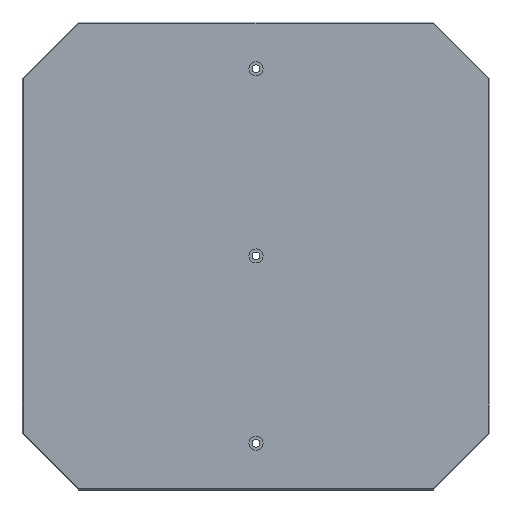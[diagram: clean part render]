
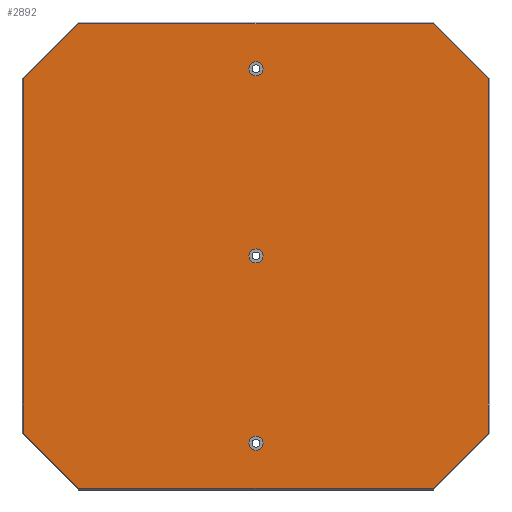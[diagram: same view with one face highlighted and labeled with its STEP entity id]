
A CAD part, top view. The second image highlights one B-rep face of the part: STEP entity #2892.
In plain terms, the highlighted planar face has unit normal (0, 0, 1).
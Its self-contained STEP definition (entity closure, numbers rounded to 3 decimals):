
#1264=EDGE_CURVE('',#3504,#1268,#3630,.T.);
#1268=VERTEX_POINT('',#3635);
#1600=VERTEX_POINT('',#4006);
#1616=VERTEX_POINT('',#4022);
#1632=EDGE_CURVE('',#1600,#3282,#4039,.T.);
#1784=VERTEX_POINT('',#4208);
#1832=EDGE_CURVE('',#3320,#2800,#4261,.T.);
#2024=VERTEX_POINT('',#4474);
#2152=VERTEX_POINT('',#4625);
#2158=VERTEX_POINT('',#4631);
#2230=EDGE_CURVE('',#2338,#1616,#4715,.T.);
#2338=VERTEX_POINT('',#4835);
#2358=EDGE_CURVE('',#1616,#2914,#4858,.T.);
#2500=EDGE_CURVE('',#2152,#2776,#5024,.T.);
#2678=EDGE_CURVE('',#1268,#2338,#5225,.T.);
#2776=VERTEX_POINT('',#5336);
#2800=VERTEX_POINT('',#5365);
#2892=ADVANCED_FACE('',(#5469,#5470,#5471,#5472),#5473,.F.);
#2914=VERTEX_POINT('',#5499);
#3046=EDGE_CURVE('',#3282,#1784,#5650,.T.);
#3048=EDGE_CURVE('',#1784,#3504,#5652,.T.);
#3050=EDGE_CURVE('',#2158,#2024,#5654,.T.);
#3194=EDGE_CURVE('',#2800,#3320,#5816,.T.);
#3276=EDGE_CURVE('',#2914,#1600,#5907,.T.);
#3282=VERTEX_POINT('',#5913);
#3320=VERTEX_POINT('',#5956);
#3372=EDGE_CURVE('',#2776,#2152,#6015,.T.);
#3504=VERTEX_POINT('',#6161);
#3516=EDGE_CURVE('',#2024,#2158,#6174,.T.);
#3630=LINE('',#6308,#6309);
#3635=CARTESIAN_POINT('',(-248.0,189.172,40.2));
#4006=CARTESIAN_POINT('',(248.0,-189.172,40.2));
#4022=CARTESIAN_POINT('',(189.172,248.0,40.2));
#4039=LINE('',#6848,#6849);
#4208=CARTESIAN_POINT('',(-189.172,-248.0,40.2));
#4261=CIRCLE('',#7146,7.5);
#4474=CARTESIAN_POINT('',(7.5,200.0,40.2));
#4625=CARTESIAN_POINT('',(7.5,-200.0,40.2));
#4631=CARTESIAN_POINT('',(-7.5,200.0,40.2));
#4715=LINE('',#7724,#7725);
#4835=CARTESIAN_POINT('',(-189.172,248.0,40.2));
#4858=LINE('',#7910,#7911);
#5024=CIRCLE('',#8123,7.5);
#5225=LINE('',#8380,#8381);
#5336=CARTESIAN_POINT('',(-7.5,-200.0,40.2));
#5365=CARTESIAN_POINT('',(7.5,0.,40.2));
#5469=FACE_BOUND('',#8691,.T.);
#5470=FACE_BOUND('',#8692,.T.);
#5471=FACE_BOUND('',#8693,.T.);
#5472=FACE_OUTER_BOUND('',#8694,.T.);
#5473=PLANE('',#8695);
#5499=CARTESIAN_POINT('',(248.0,189.172,40.2));
#5650=LINE('',#8918,#8919);
#5652=LINE('',#8922,#8923);
#5654=CIRCLE('',#8926,7.5);
#5816=CIRCLE('',#9136,7.5);
#5907=LINE('',#9253,#9254);
#5913=CARTESIAN_POINT('',(189.172,-248.0,40.2));
#5956=CARTESIAN_POINT('',(-7.5,0.,40.2));
#6015=CIRCLE('',#9395,7.5);
#6161=CARTESIAN_POINT('',(-248.0,-189.172,40.2));
#6174=CIRCLE('',#9597,7.5);
#6308=CARTESIAN_POINT('',(-248.0,-190.0,40.2));
#6309=VECTOR('',#9725,1.0);
#6848=CARTESIAN_POINT('',(248.586,-188.586,40.2));
#6849=VECTOR('',#10268,1.0);
#7146=AXIS2_PLACEMENT_3D('',#10552,#10553,#10554);
#7724=CARTESIAN_POINT('',(-190.0,248.0,40.2));
#7725=VECTOR('',#11208,1.0);
#7910=CARTESIAN_POINT('',(188.586,248.586,40.2));
#7911=VECTOR('',#11387,1.0);
#8123=AXIS2_PLACEMENT_3D('',#11647,#11648,#11649);
#8380=CARTESIAN_POINT('',(-248.586,188.586,40.2));
#8381=VECTOR('',#11930,1.0);
#8691=EDGE_LOOP('',(#12282,#12283));
#8692=EDGE_LOOP('',(#12284,#12285));
#8693=EDGE_LOOP('',(#12286,#12287));
#8694=EDGE_LOOP('',(#12288,#12289,#12290,#12291,#12292,#12293,#12294,#12295));
#8695=AXIS2_PLACEMENT_3D('',#12296,#12297,#12298);
#8918=CARTESIAN_POINT('',(190.0,-248.0,40.2));
#8919=VECTOR('',#12555,1.0);
#8922=CARTESIAN_POINT('',(-188.586,-248.586,40.2));
#8923=VECTOR('',#12556,1.0);
#8926=AXIS2_PLACEMENT_3D('',#12557,#12558,#12559);
#9136=AXIS2_PLACEMENT_3D('',#12776,#12777,#12778);
#9253=CARTESIAN_POINT('',(248.0,190.0,40.2));
#9254=VECTOR('',#12896,1.0);
#9395=AXIS2_PLACEMENT_3D('',#13031,#13032,#13033);
#9597=AXIS2_PLACEMENT_3D('',#13230,#13231,#13232);
#9725=DIRECTION('',(0.0,1.0,0.0));
#10268=DIRECTION('',(-0.707,-0.707,0.0));
#10552=CARTESIAN_POINT('',(0.,0.,40.2));
#10553=DIRECTION('',(0.0,0.0,-1.0));
#10554=DIRECTION('',(1.0,0.0,0.0));
#11208=DIRECTION('',(1.0,0.0,0.0));
#11387=DIRECTION('',(0.707,-0.707,0.0));
#11647=CARTESIAN_POINT('',(0.,-200.0,40.2));
#11648=DIRECTION('',(0.0,0.0,-1.0));
#11649=DIRECTION('',(1.0,0.0,0.0));
#11930=DIRECTION('',(0.707,0.707,0.0));
#12282=ORIENTED_EDGE('',*,*,#3194,.T.);
#12283=ORIENTED_EDGE('',*,*,#1832,.T.);
#12284=ORIENTED_EDGE('',*,*,#2500,.T.);
#12285=ORIENTED_EDGE('',*,*,#3372,.T.);
#12286=ORIENTED_EDGE('',*,*,#3516,.T.);
#12287=ORIENTED_EDGE('',*,*,#3050,.T.);
#12288=ORIENTED_EDGE('',*,*,#1632,.F.);
#12289=ORIENTED_EDGE('',*,*,#3276,.F.);
#12290=ORIENTED_EDGE('',*,*,#2358,.F.);
#12291=ORIENTED_EDGE('',*,*,#2230,.F.);
#12292=ORIENTED_EDGE('',*,*,#2678,.F.);
#12293=ORIENTED_EDGE('',*,*,#1264,.F.);
#12294=ORIENTED_EDGE('',*,*,#3048,.F.);
#12295=ORIENTED_EDGE('',*,*,#3046,.F.);
#12296=CARTESIAN_POINT('',(0.,0.,40.2));
#12297=DIRECTION('',(0.0,0.0,-1.0));
#12298=DIRECTION('',(1.0,0.0,0.0));
#12555=DIRECTION('',(-1.0,0.0,0.0));
#12556=DIRECTION('',(-0.707,0.707,0.0));
#12557=CARTESIAN_POINT('',(0.,200.0,40.2));
#12558=DIRECTION('',(0.0,0.0,-1.0));
#12559=DIRECTION('',(1.0,0.0,0.0));
#12776=CARTESIAN_POINT('',(0.,0.,40.2));
#12777=DIRECTION('',(0.0,0.0,-1.0));
#12778=DIRECTION('',(1.0,0.0,0.0));
#12896=DIRECTION('',(0.0,-1.0,0.0));
#13031=CARTESIAN_POINT('',(0.,-200.0,40.2));
#13032=DIRECTION('',(0.0,0.0,-1.0));
#13033=DIRECTION('',(1.0,0.0,0.0));
#13230=CARTESIAN_POINT('',(0.,200.0,40.2));
#13231=DIRECTION('',(0.0,0.0,-1.0));
#13232=DIRECTION('',(1.0,0.0,0.0));
